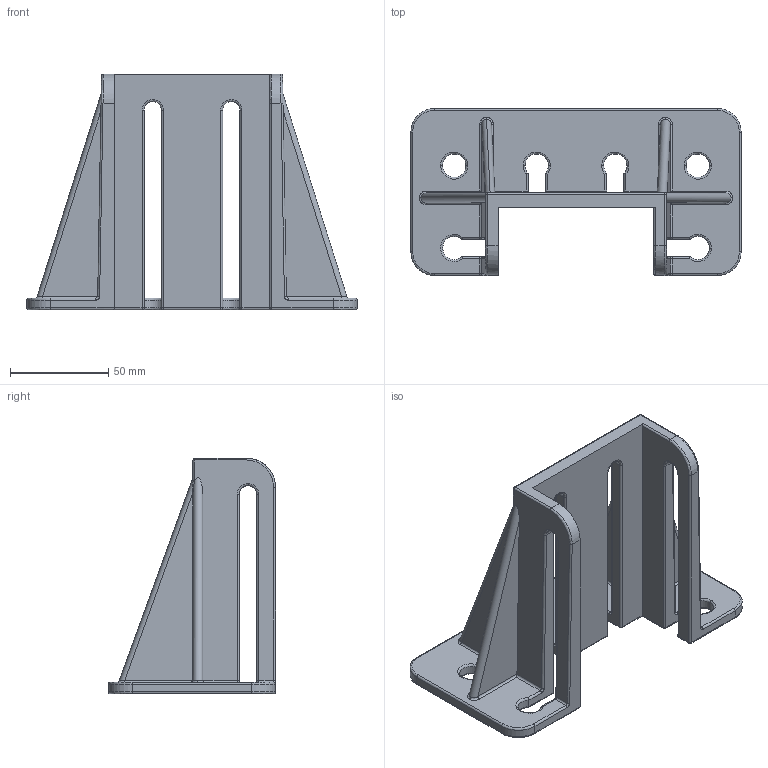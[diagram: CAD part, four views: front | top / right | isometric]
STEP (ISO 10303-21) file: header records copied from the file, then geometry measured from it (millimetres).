
FILE_DESCRIPTION (( 'STEP AP203' ), '1' );
FILE_NAME ('166335.step', '2023-10-19T16:53:01', ( '' ), ( '' ), 'SwSTEP 2.0', 'SolidWorks 2023', '' );
FILE_SCHEMA (( 'CONFIG_CONTROL_DESIGN' ));
Length unit declared in the file: inch
Products named in the file (1): 166335
Bounding box: 168 x 85 x 120 mm (x, y, z)
Volume: 206652.4 mm3; surface area: 74386.4 mm2
Topology: 1 solids, 1 shells, 211 faces, 523 edges, 295 vertices
Faces by surface type: cylinder 102, bspline 79, plane 30
Entity records: 8815 total; most frequent: CARTESIAN_POINT 4328, ORIENTED_EDGE 1024, DIRECTION 835, EDGE_CURVE 512, AXIS2_PLACEMENT_3D 315, VERTEX_POINT 295, EDGE_LOOP 215, ADVANCED_FACE 211
